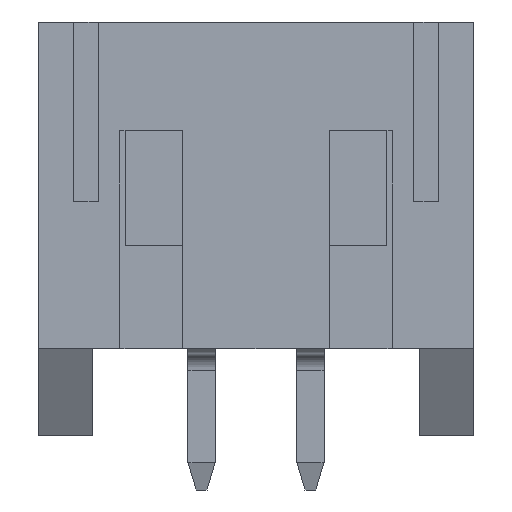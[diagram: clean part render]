
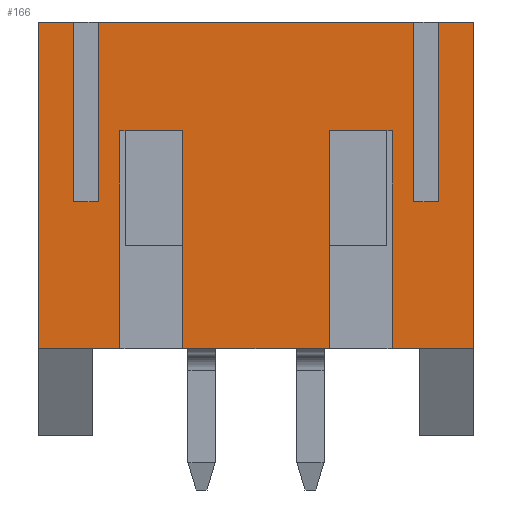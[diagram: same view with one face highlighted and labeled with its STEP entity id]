
A CAD part, front view. The second image highlights one B-rep face of the part: STEP entity #166.
In plain terms, the highlighted planar face has unit normal (0, -1, 0).
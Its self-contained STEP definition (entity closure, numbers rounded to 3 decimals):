
#166=ADVANCED_FACE('',(#436),#437,.T.);
#436=FACE_OUTER_BOUND('',#857,.T.);
#437=PLANE('',#858);
#857=EDGE_LOOP('',(#1675,#1676,#1677,#1678,#1679,#1680,#1681,#1682,#1683,#1684,#1685,#1686,#1687,#1688,#1689,#1690,#1691,#1692,#1693,#1694));
#858=AXIS2_PLACEMENT_3D('',#1695,#1696,#1697);
#1675=ORIENTED_EDGE('',*,*,#3156,.T.);
#1676=ORIENTED_EDGE('',*,*,#3106,.F.);
#1677=ORIENTED_EDGE('',*,*,#3157,.T.);
#1678=ORIENTED_EDGE('',*,*,#3158,.T.);
#1679=ORIENTED_EDGE('',*,*,#3159,.T.);
#1680=ORIENTED_EDGE('',*,*,#3102,.F.);
#1681=ORIENTED_EDGE('',*,*,#3160,.T.);
#1682=ORIENTED_EDGE('',*,*,#3161,.T.);
#1683=ORIENTED_EDGE('',*,*,#3162,.F.);
#1684=ORIENTED_EDGE('',*,*,#3163,.T.);
#1685=ORIENTED_EDGE('',*,*,#3164,.T.);
#1686=ORIENTED_EDGE('',*,*,#3165,.T.);
#1687=ORIENTED_EDGE('',*,*,#3166,.F.);
#1688=ORIENTED_EDGE('',*,*,#3167,.T.);
#1689=ORIENTED_EDGE('',*,*,#3168,.T.);
#1690=ORIENTED_EDGE('',*,*,#3169,.T.);
#1691=ORIENTED_EDGE('',*,*,#3170,.F.);
#1692=ORIENTED_EDGE('',*,*,#3110,.F.);
#1693=ORIENTED_EDGE('',*,*,#3171,.T.);
#1694=ORIENTED_EDGE('',*,*,#3172,.T.);
#1695=CARTESIAN_POINT('',(4.0,-2.75,-3.0));
#1696=DIRECTION('',(0.0,-1.0,0.0));
#1697=DIRECTION('',(0.0,0.0,-1.0));
#3102=EDGE_CURVE('',#3783,#3785,#3786,.T.);
#3106=EDGE_CURVE('',#3791,#3793,#3794,.T.);
#3110=EDGE_CURVE('',#3799,#3801,#3802,.T.);
#3156=EDGE_CURVE('',#3886,#3793,#3887,.T.);
#3157=EDGE_CURVE('',#3791,#3888,#3889,.T.);
#3158=EDGE_CURVE('',#3888,#3890,#3891,.T.);
#3159=EDGE_CURVE('',#3890,#3785,#3892,.T.);
#3160=EDGE_CURVE('',#3783,#3893,#3894,.T.);
#3161=EDGE_CURVE('',#3893,#3895,#3896,.T.);
#3162=EDGE_CURVE('',#3897,#3895,#3898,.T.);
#3163=EDGE_CURVE('',#3897,#3899,#3900,.T.);
#3164=EDGE_CURVE('',#3899,#3901,#3902,.T.);
#3165=EDGE_CURVE('',#3901,#3903,#3904,.T.);
#3166=EDGE_CURVE('',#3905,#3903,#3906,.T.);
#3167=EDGE_CURVE('',#3905,#3907,#3908,.T.);
#3168=EDGE_CURVE('',#3907,#3909,#3910,.T.);
#3169=EDGE_CURVE('',#3909,#3911,#3912,.T.);
#3170=EDGE_CURVE('',#3801,#3911,#3913,.T.);
#3171=EDGE_CURVE('',#3799,#3914,#3915,.T.);
#3172=EDGE_CURVE('',#3914,#3886,#3916,.T.);
#3783=VERTEX_POINT('',#4866);
#3785=VERTEX_POINT('',#4869);
#3786=LINE('',#4870,#4871);
#3791=VERTEX_POINT('',#4878);
#3793=VERTEX_POINT('',#4881);
#3794=LINE('',#4882,#4883);
#3799=VERTEX_POINT('',#4890);
#3801=VERTEX_POINT('',#4893);
#3802=LINE('',#4894,#4895);
#3886=VERTEX_POINT('',#5024);
#3887=LINE('',#5025,#5026);
#3888=VERTEX_POINT('',#5027);
#3889=LINE('',#5028,#5029);
#3890=VERTEX_POINT('',#5030);
#3891=LINE('',#5031,#5032);
#3892=LINE('',#5033,#5034);
#3893=VERTEX_POINT('',#5035);
#3894=LINE('',#5036,#5037);
#3895=VERTEX_POINT('',#5038);
#3896=LINE('',#5039,#5040);
#3897=VERTEX_POINT('',#5041);
#3898=LINE('',#5042,#5043);
#3899=VERTEX_POINT('',#5044);
#3900=LINE('',#5045,#5046);
#3901=VERTEX_POINT('',#5047);
#3902=LINE('',#5048,#5049);
#3903=VERTEX_POINT('',#5050);
#3904=LINE('',#5051,#5052);
#3905=VERTEX_POINT('',#5053);
#3906=LINE('',#5054,#5055);
#3907=VERTEX_POINT('',#5056);
#3908=LINE('',#5057,#5058);
#3909=VERTEX_POINT('',#5059);
#3910=LINE('',#5060,#5061);
#3911=VERTEX_POINT('',#5062);
#3912=LINE('',#5063,#5064);
#3913=LINE('',#5065,#5066);
#3914=VERTEX_POINT('',#5067);
#3915=LINE('',#5068,#5069);
#3916=LINE('',#5070,#5071);
#4866=CARTESIAN_POINT('',(4.0,-2.75,-3.0));
#4869=CARTESIAN_POINT('',(2.5,-2.75,-3.0));
#4870=CARTESIAN_POINT('',(4.0,-2.75,-3.0));
#4871=VECTOR('',#6190,1000.0);
#4878=CARTESIAN_POINT('',(1.35,-2.75,-3.0));
#4881=CARTESIAN_POINT('',(-1.35,-2.75,-3.0));
#4882=CARTESIAN_POINT('',(4.0,-2.75,-3.0));
#4883=VECTOR('',#6194,1000.0);
#4890=CARTESIAN_POINT('',(-2.5,-2.75,-3.0));
#4893=CARTESIAN_POINT('',(-4.0,-2.75,-3.0));
#4894=CARTESIAN_POINT('',(4.0,-2.75,-3.0));
#4895=VECTOR('',#6198,1000.0);
#5024=CARTESIAN_POINT('',(-1.35,-2.75,1.0));
#5025=CARTESIAN_POINT('',(-1.35,-2.75,1.0));
#5026=VECTOR('',#6244,1000.0);
#5027=CARTESIAN_POINT('',(1.35,-2.75,1.0));
#5028=CARTESIAN_POINT('',(1.35,-2.75,-3.0));
#5029=VECTOR('',#6245,1000.0);
#5030=CARTESIAN_POINT('',(2.5,-2.75,1.0));
#5031=CARTESIAN_POINT('',(1.35,-2.75,1.0));
#5032=VECTOR('',#6246,1000.0);
#5033=CARTESIAN_POINT('',(2.5,-2.75,1.0));
#5034=VECTOR('',#6247,1000.0);
#5035=CARTESIAN_POINT('',(4.0,-2.75,3.0));
#5036=CARTESIAN_POINT('',(4.0,-2.75,-3.0));
#5037=VECTOR('',#6248,1000.0);
#5038=CARTESIAN_POINT('',(3.35,-2.75,3.0));
#5039=CARTESIAN_POINT('',(4.0,-2.75,3.0));
#5040=VECTOR('',#6249,1000.0);
#5041=CARTESIAN_POINT('',(3.35,-2.75,-0.3));
#5042=CARTESIAN_POINT('',(3.35,-2.75,-0.3));
#5043=VECTOR('',#6250,1000.0);
#5044=CARTESIAN_POINT('',(2.9,-2.75,-0.3));
#5045=CARTESIAN_POINT('',(3.35,-2.75,-0.3));
#5046=VECTOR('',#6251,1000.0);
#5047=CARTESIAN_POINT('',(2.9,-2.75,3.0));
#5048=CARTESIAN_POINT('',(2.9,-2.75,-0.3));
#5049=VECTOR('',#6252,1000.0);
#5050=CARTESIAN_POINT('',(-2.9,-2.75,3.0));
#5051=CARTESIAN_POINT('',(4.0,-2.75,3.0));
#5052=VECTOR('',#6253,1000.0);
#5053=CARTESIAN_POINT('',(-2.9,-2.75,-0.3));
#5054=CARTESIAN_POINT('',(-2.9,-2.75,-0.3));
#5055=VECTOR('',#6254,1000.0);
#5056=CARTESIAN_POINT('',(-3.35,-2.75,-0.3));
#5057=CARTESIAN_POINT('',(-2.9,-2.75,-0.3));
#5058=VECTOR('',#6255,1000.0);
#5059=CARTESIAN_POINT('',(-3.35,-2.75,3.0));
#5060=CARTESIAN_POINT('',(-3.35,-2.75,-0.3));
#5061=VECTOR('',#6256,1000.0);
#5062=CARTESIAN_POINT('',(-4.0,-2.75,3.0));
#5063=CARTESIAN_POINT('',(4.0,-2.75,3.0));
#5064=VECTOR('',#6257,1000.0);
#5065=CARTESIAN_POINT('',(-4.0,-2.75,-3.0));
#5066=VECTOR('',#6258,1000.0);
#5067=CARTESIAN_POINT('',(-2.5,-2.75,1.0));
#5068=CARTESIAN_POINT('',(-2.5,-2.75,-3.0));
#5069=VECTOR('',#6259,1000.0);
#5070=CARTESIAN_POINT('',(-2.5,-2.75,1.0));
#5071=VECTOR('',#6260,1000.0);
#6190=DIRECTION('',(-1.0,0.0,0.0));
#6194=DIRECTION('',(-1.0,0.0,0.0));
#6198=DIRECTION('',(-1.0,0.0,0.0));
#6244=DIRECTION('',(0.0,0.0,-1.0));
#6245=DIRECTION('',(0.0,0.0,1.0));
#6246=DIRECTION('',(1.0,0.0,0.));
#6247=DIRECTION('',(0.,0.0,-1.0));
#6248=DIRECTION('',(0.0,0.0,1.0));
#6249=DIRECTION('',(-1.0,0.0,0.0));
#6250=DIRECTION('',(0.0,0.0,1.0));
#6251=DIRECTION('',(-1.0,0.0,0.0));
#6252=DIRECTION('',(0.0,0.0,1.0));
#6253=DIRECTION('',(-1.0,0.0,0.0));
#6254=DIRECTION('',(0.0,0.0,1.0));
#6255=DIRECTION('',(-1.0,0.0,0.0));
#6256=DIRECTION('',(0.0,0.0,1.0));
#6257=DIRECTION('',(-1.0,0.0,0.0));
#6258=DIRECTION('',(0.0,0.0,1.0));
#6259=DIRECTION('',(0.,0.0,1.0));
#6260=DIRECTION('',(1.0,0.0,0.));
